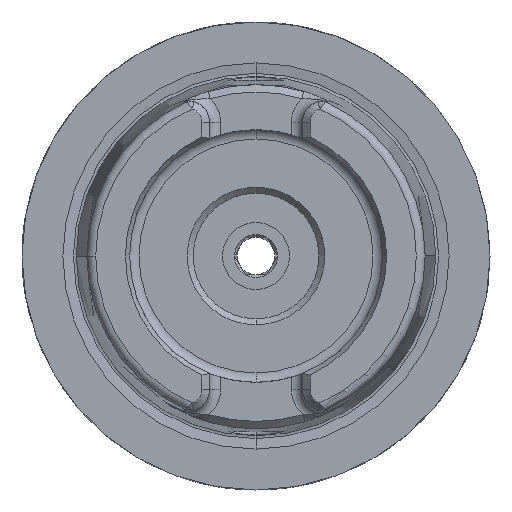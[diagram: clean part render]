
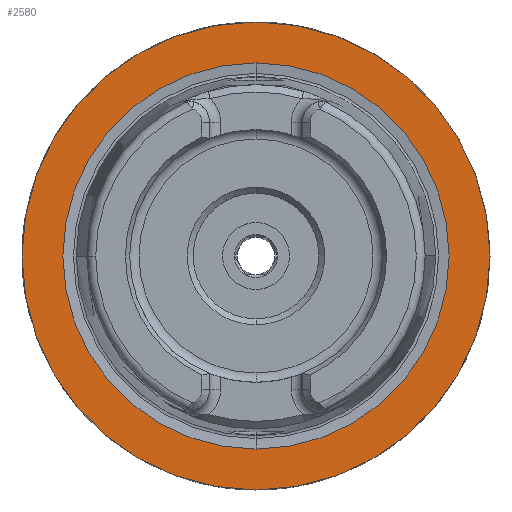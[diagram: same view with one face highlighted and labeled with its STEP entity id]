
A CAD part, left-side view. The second image highlights one B-rep face of the part: STEP entity #2580.
In plain terms, the highlighted planar face has unit normal (-1, 0, 0).
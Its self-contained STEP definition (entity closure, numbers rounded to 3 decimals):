
#213 = PLANE ( 'NONE',  #9085 ) ;
#263 = DIRECTION ( 'NONE',  ( 0., 0., 1. ) ) ;
#759 = CARTESIAN_POINT ( 'NONE',  ( 0., 0., -25.995 ) ) ;
#1198 = CARTESIAN_POINT ( 'NONE',  ( 0., 0., 31.5 ) ) ;
#1225 = CARTESIAN_POINT ( 'NONE',  ( 0., 0., 0. ) ) ;
#1453 = CIRCLE ( 'NONE', #5786, 25.995 ) ;
#1468 = AXIS2_PLACEMENT_3D ( 'NONE', #11214, #3574, #12525 ) ;
#1545 = CARTESIAN_POINT ( 'NONE',  ( 0., 0., 0. ) ) ;
#2458 = DIRECTION ( 'NONE',  ( 0., 0., 1. ) ) ;
#2580 = ADVANCED_FACE ( 'NONE', ( #4625, #3069 ), #213, .F. ) ;
#2792 = DIRECTION ( 'NONE',  ( 0., 0., -1. ) ) ;
#3069 = FACE_BOUND ( 'NONE', #12888, .T. ) ;
#3097 = CARTESIAN_POINT ( 'NONE',  ( 0., 0., 0. ) ) ;
#3574 = DIRECTION ( 'NONE',  ( -1., 0., 0. ) ) ;
#3875 = CIRCLE ( 'NONE', #1468, 31.5 ) ;
#4351 = DIRECTION ( 'NONE',  ( 0., 0., 1. ) ) ;
#4625 = FACE_OUTER_BOUND ( 'NONE', #8869, .T. ) ;
#5448 = ORIENTED_EDGE ( 'NONE', *, *, #9462, .T. ) ;
#5786 = AXIS2_PLACEMENT_3D ( 'NONE', #3097, #12006, #4351 ) ;
#6253 = ORIENTED_EDGE ( 'NONE', *, *, #11301, .T. ) ;
#7742 = DIRECTION ( 'NONE',  ( -1., 0., 0. ) ) ;
#8168 = CIRCLE ( 'NONE', #11334, 25.995 ) ;
#8205 = ORIENTED_EDGE ( 'NONE', *, *, #14583, .F. ) ;
#8869 = EDGE_LOOP ( 'NONE', ( #6253, #5448 ) ) ;
#9085 = AXIS2_PLACEMENT_3D ( 'NONE', #1545, #10373, #2792 ) ;
#9427 = CIRCLE ( 'NONE', #9552, 31.5 ) ;
#9462 = EDGE_CURVE ( 'NONE', #13696, #11888, #9427, .T. ) ;
#9552 = AXIS2_PLACEMENT_3D ( 'NONE', #1225, #10027, #2458 ) ;
#10027 = DIRECTION ( 'NONE',  ( -1., 0., 0. ) ) ;
#10373 = DIRECTION ( 'NONE',  ( 1., 0., 0. ) ) ;
#10701 = CARTESIAN_POINT ( 'NONE',  ( 0., 0., -31.5 ) ) ;
#11214 = CARTESIAN_POINT ( 'NONE',  ( 0., 0., 0. ) ) ;
#11301 = EDGE_CURVE ( 'NONE', #11888, #13696, #3875, .T. ) ;
#11334 = AXIS2_PLACEMENT_3D ( 'NONE', #15532, #7742, #263 ) ;
#11888 = VERTEX_POINT ( 'NONE', #1198 ) ;
#12006 = DIRECTION ( 'NONE',  ( -1., 0., 0. ) ) ;
#12525 = DIRECTION ( 'NONE',  ( 0., 0., 1. ) ) ;
#12888 = EDGE_LOOP ( 'NONE', ( #15976, #8205 ) ) ;
#13146 = EDGE_CURVE ( 'NONE', #15191, #14722, #8168, .T. ) ;
#13350 = CARTESIAN_POINT ( 'NONE',  ( 0., 0., 25.995 ) ) ;
#13696 = VERTEX_POINT ( 'NONE', #10701 ) ;
#14583 = EDGE_CURVE ( 'NONE', #14722, #15191, #1453, .T. ) ;
#14722 = VERTEX_POINT ( 'NONE', #759 ) ;
#15191 = VERTEX_POINT ( 'NONE', #13350 ) ;
#15532 = CARTESIAN_POINT ( 'NONE',  ( 0., 0., 0. ) ) ;
#15976 = ORIENTED_EDGE ( 'NONE', *, *, #13146, .F. ) ;
